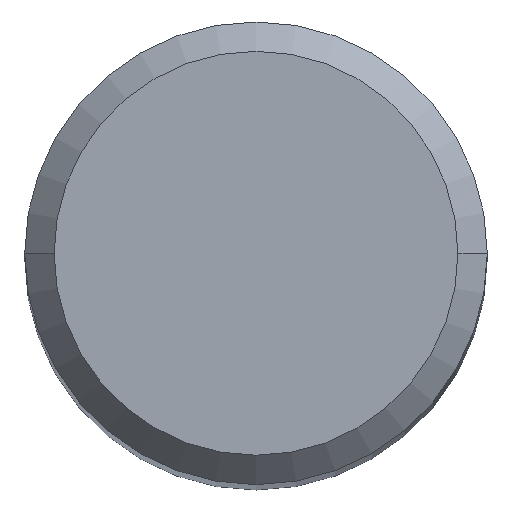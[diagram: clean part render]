
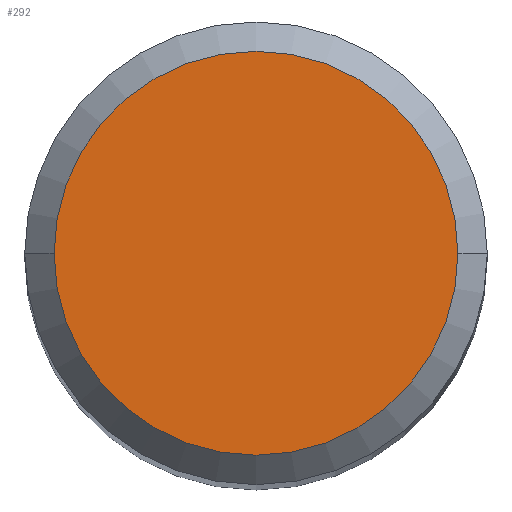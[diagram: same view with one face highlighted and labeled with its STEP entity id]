
A CAD part, top view. The second image highlights one B-rep face of the part: STEP entity #292.
In plain terms, the highlighted planar face has unit normal (0, 0, 1).
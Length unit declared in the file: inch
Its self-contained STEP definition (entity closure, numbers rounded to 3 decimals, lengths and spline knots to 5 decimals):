
#2 = DIRECTION ( 'NONE',  ( 0., 0., 1. ) ) ;
#19 = DIRECTION ( 'NONE',  ( 0., 0., 1. ) ) ;
#22 = FACE_OUTER_BOUND ( 'NONE', #95, .T. ) ;
#60 = VERTEX_POINT ( 'NONE', #127 ) ;
#62 = AXIS2_PLACEMENT_3D ( 'NONE', #102, #204, #224 ) ;
#68 = EDGE_CURVE ( 'NONE', #60, #196, #189, .T. ) ;
#89 = DIRECTION ( 'NONE',  ( 1., 0., 0. ) ) ;
#95 = EDGE_LOOP ( 'NONE', ( #221, #239 ) ) ;
#101 = AXIS2_PLACEMENT_3D ( 'NONE', #227, #19, #105 ) ;
#102 = CARTESIAN_POINT ( 'NONE',  ( 0., 0., 2.24409 ) ) ;
#105 = DIRECTION ( 'NONE',  ( 1., 0., 0. ) ) ;
#109 = PLANE ( 'NONE',  #212 ) ;
#113 = EDGE_CURVE ( 'NONE', #196, #60, #155, .T. ) ;
#127 = CARTESIAN_POINT ( 'NONE',  ( -0.10311, 0., 2.24409 ) ) ;
#155 = CIRCLE ( 'NONE', #62, 0.10311 ) ;
#164 = CARTESIAN_POINT ( 'NONE',  ( 0.10311, 0., 2.24409 ) ) ;
#189 = CIRCLE ( 'NONE', #101, 0.10311 ) ;
#196 = VERTEX_POINT ( 'NONE', #164 ) ;
#204 = DIRECTION ( 'NONE',  ( 0., 0., 1. ) ) ;
#209 = CARTESIAN_POINT ( 'NONE',  ( 0., 0., 2.24409 ) ) ;
#212 = AXIS2_PLACEMENT_3D ( 'NONE', #209, #2, #89 ) ;
#221 = ORIENTED_EDGE ( 'NONE', *, *, #68, .T. ) ;
#224 = DIRECTION ( 'NONE',  ( 1., 0., 0. ) ) ;
#227 = CARTESIAN_POINT ( 'NONE',  ( 0., 0., 2.24409 ) ) ;
#239 = ORIENTED_EDGE ( 'NONE', *, *, #113, .T. ) ;
#292 = ADVANCED_FACE ( 'NONE', ( #22 ), #109, .T. ) ;
